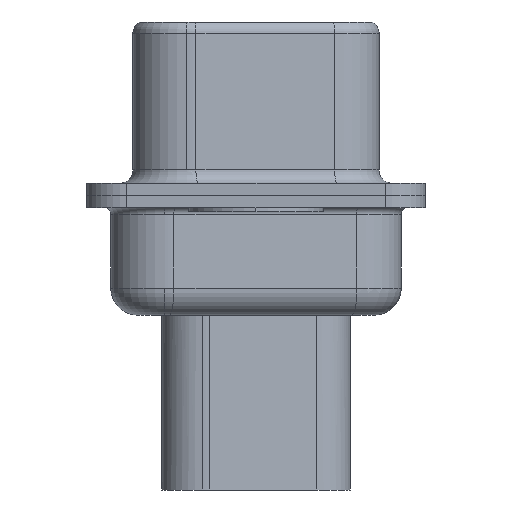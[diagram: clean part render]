
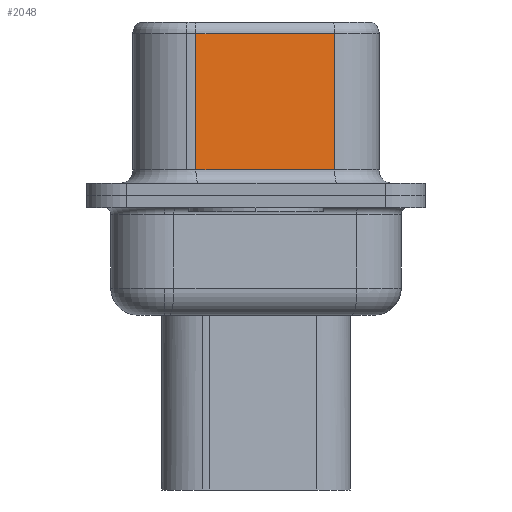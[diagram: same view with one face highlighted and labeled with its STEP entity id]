
A CAD part, left-side view. The second image highlights one B-rep face of the part: STEP entity #2048.
In plain terms, the highlighted planar face has unit normal (-0.985, -0.174, 0).
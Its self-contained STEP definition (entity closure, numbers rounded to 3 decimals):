
#14 = LINE ( 'NONE', #13785, #13916 ) ;
#221 = ORIENTED_EDGE ( 'NONE', *, *, #6076, .T. ) ;
#566 = CARTESIAN_POINT ( 'NONE',  ( 4.58, -2.927, 6.52 ) ) ;
#1179 = CARTESIAN_POINT ( 'NONE',  ( 4.58, -2.927, 0.95 ) ) ;
#1519 = CARTESIAN_POINT ( 'NONE',  ( 3.67, 2.233, 6.02 ) ) ;
#1932 = CARTESIAN_POINT ( 'NONE',  ( 4.58, -2.927, 6.02 ) ) ;
#1948 = ORIENTED_EDGE ( 'NONE', *, *, #8249, .T. ) ;
#2048 = ADVANCED_FACE ( 'NONE', ( #7124 ), #10768, .F. ) ;
#2425 = DIRECTION ( 'NONE',  ( -0.174, 0.985, 0. ) ) ;
#3048 = LINE ( 'NONE', #5311, #14311 ) ;
#3834 = LINE ( 'NONE', #8903, #9565 ) ;
#5311 = CARTESIAN_POINT ( 'NONE',  ( 3.67, 2.233, 6.52 ) ) ;
#5801 = DIRECTION ( 'NONE',  ( 0.985, 0.174, 0. ) ) ;
#6076 = EDGE_CURVE ( 'NONE', #6224, #10002, #14, .T. ) ;
#6224 = VERTEX_POINT ( 'NONE', #1932 ) ;
#6237 = EDGE_LOOP ( 'NONE', ( #10882, #221, #1948, #12134 ) ) ;
#6362 = AXIS2_PLACEMENT_3D ( 'NONE', #566, #5801, #8281 ) ;
#6584 = LINE ( 'NONE', #12869, #9983 ) ;
#7124 = FACE_OUTER_BOUND ( 'NONE', #6237, .T. ) ;
#7961 = DIRECTION ( 'NONE',  ( 0., 0., -1. ) ) ;
#8022 = CARTESIAN_POINT ( 'NONE',  ( 3.67, 2.233, 0.95 ) ) ;
#8152 = DIRECTION ( 'NONE',  ( 0., 0., -1. ) ) ;
#8249 = EDGE_CURVE ( 'NONE', #10002, #10285, #3048, .T. ) ;
#8281 = DIRECTION ( 'NONE',  ( -0.174, 0.985, 0. ) ) ;
#8452 = EDGE_CURVE ( 'NONE', #10285, #15999, #3834, .T. ) ;
#8903 = CARTESIAN_POINT ( 'NONE',  ( 4.58, -2.927, 0.95 ) ) ;
#9565 = VECTOR ( 'NONE', #13951, 1000. ) ;
#9961 = EDGE_CURVE ( 'NONE', #6224, #15999, #6584, .T. ) ;
#9983 = VECTOR ( 'NONE', #8152, 1000. ) ;
#10002 = VERTEX_POINT ( 'NONE', #1519 ) ;
#10285 = VERTEX_POINT ( 'NONE', #8022 ) ;
#10768 = PLANE ( 'NONE',  #6362 ) ;
#10882 = ORIENTED_EDGE ( 'NONE', *, *, #9961, .F. ) ;
#12134 = ORIENTED_EDGE ( 'NONE', *, *, #8452, .T. ) ;
#12869 = CARTESIAN_POINT ( 'NONE',  ( 4.58, -2.927, 6.52 ) ) ;
#13785 = CARTESIAN_POINT ( 'NONE',  ( 4.58, -2.927, 6.02 ) ) ;
#13916 = VECTOR ( 'NONE', #2425, 1000. ) ;
#13951 = DIRECTION ( 'NONE',  ( 0.174, -0.985, 0. ) ) ;
#14311 = VECTOR ( 'NONE', #7961, 1000. ) ;
#15999 = VERTEX_POINT ( 'NONE', #1179 ) ;
